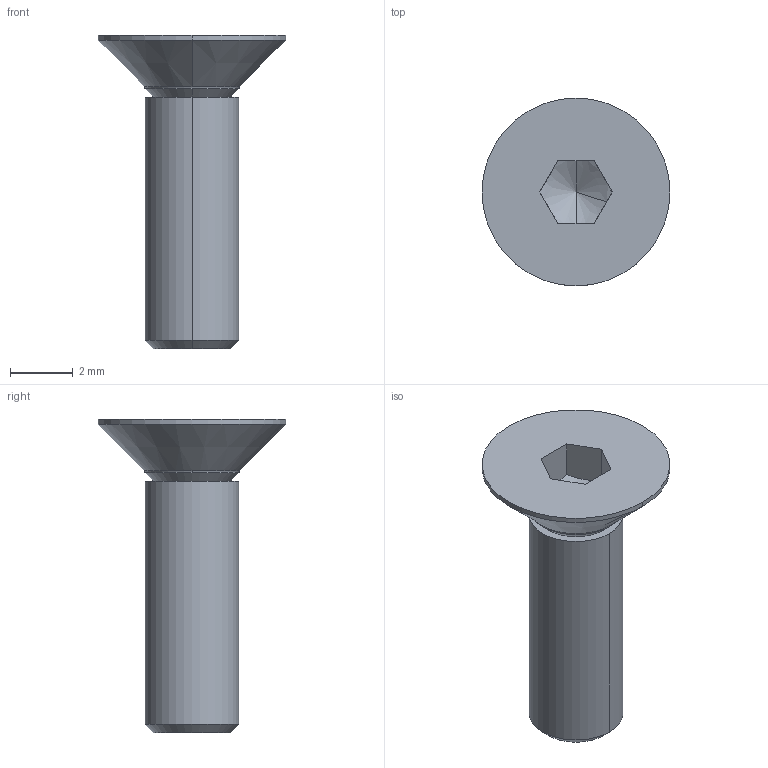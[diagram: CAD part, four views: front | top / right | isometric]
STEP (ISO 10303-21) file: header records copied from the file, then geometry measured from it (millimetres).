
FILE_DESCRIPTION(('HOOPS Exchange Step'),'2;1');
FILE_NAME('export-F789DF97-18E8-4C43-8FDD-B64F91155620.stp','2021-11-10T10:38:40+01:00',('User'),('Alibre'),'HOOPS Exchange 2021.0','Alibre','Unknown authorisation');
FILE_SCHEMA( ('AP242_MANAGED_MODEL_BASED_3D_ENGINEERING_MIM_LF {1 0 10303 442 1 1 4 }') );
Length unit declared in the file: millimetre
Products named in the file (1): 1733 M3x10 - 10.9 DIN7991 ISO10642 Hexagon socket countersunk head screw
Bounding box: 6 x 6 x 10 mm (x, y, z)
Volume: 82.5 mm3; surface area: 157.6 mm2
Topology: 1 solids, 1 shells, 24 faces, 59 edges, 36 vertices
Faces by surface type: cone 9, plane 9, cylinder 4, torus 2
Entity records: 720 total; most frequent: CARTESIAN_POINT 136, DIRECTION 121, ORIENTED_EDGE 112, EDGE_CURVE 56, AXIS2_PLACEMENT_3D 48, VERTEX_POINT 36, EDGE_LOOP 26, FACE_BOUND 26
